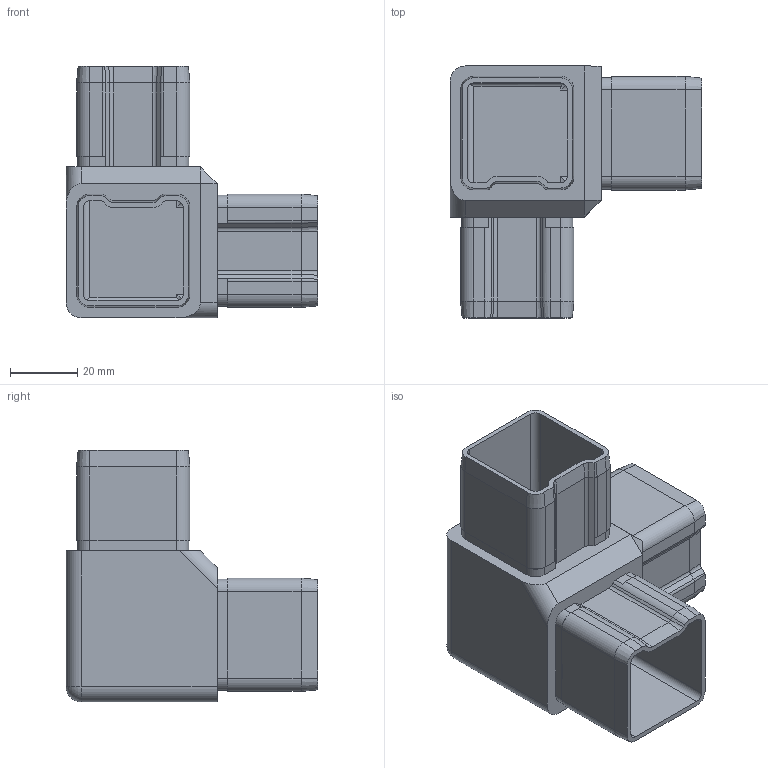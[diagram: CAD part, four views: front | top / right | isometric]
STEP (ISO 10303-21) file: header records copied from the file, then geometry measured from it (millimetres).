
FILE_DESCRIPTION (( 'STEP AP203' ), '1' );
FILE_NAME ('10144040-3.step', '2020-03-09T09:37:23', ( '' ), ( '' ), 'SwSTEP 2.0', 'SolidWorks 2015', '' );
FILE_SCHEMA (( 'CONFIG_CONTROL_DESIGN' ));
Length unit declared in the file: millimetre
Products named in the file (2): 10144040-3
Bounding box: 75 x 75 x 75 mm (x, y, z)
Volume: 58157.2 mm3; surface area: 37266.9 mm2
Topology: 1 solids, 1 shells, 455 faces, 1152 edges, 727 vertices
Faces by surface type: plane 273, bspline 89, cylinder 68, cone 24, sphere 1
Entity records: 18707 total; most frequent: CARTESIAN_POINT 8229, ORIENTED_EDGE 2302, DIRECTION 1814, EDGE_CURVE 1151, VECTOR 806, LINE 806, VERTEX_POINT 727, AXIS2_PLACEMENT_3D 504
